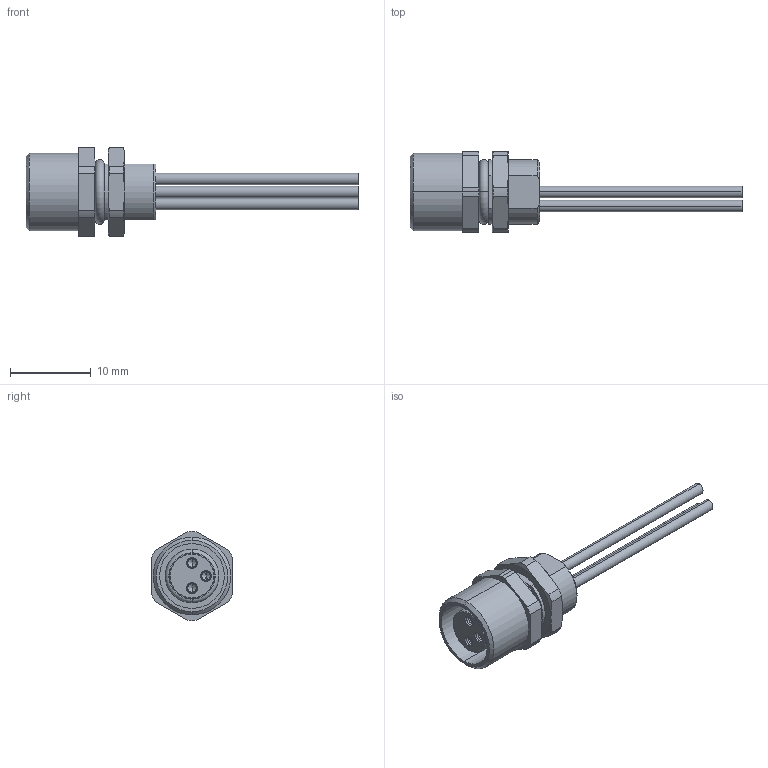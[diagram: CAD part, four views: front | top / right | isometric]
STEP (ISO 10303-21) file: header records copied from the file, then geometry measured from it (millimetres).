
FILE_DESCRIPTION((''),'2;1');
FILE_NAME('237170_SM01_ASM','2024-06-04T09:41:20',('banengservice'),('BANNER ENGINEERING'),'CREO PARAMETRIC BY PTC INC, 2022414','CREO PARAMETRIC BY PTC INC, 2022414','');
FILE_SCHEMA(('CONFIG_CONTROL_DESIGN'));
Length unit declared in the file: millimetre
Products named in the file (2): 237170_EP01; 237170_SM01_ASM
Assembly tree (1 placements, depth 2):
  237170_SM01_ASM
    237170_EP01
Bounding box: 41 x 10 x 11 mm (x, y, z)
Volume: 992.8 mm3; surface area: 1558.4 mm2
Topology: 2 solids, 2 shells, 165 faces, 420 edges, 265 vertices
Faces by surface type: cylinder 72, plane 57, cone 30, torus 6
Entity records: 5125 total; most frequent: CARTESIAN_POINT 965, DIRECTION 924, ORIENTED_EDGE 828, EDGE_CURVE 414, AXIS2_PLACEMENT_3D 370, VERTEX_POINT 265, CIRCLE 202, VECTOR 184
